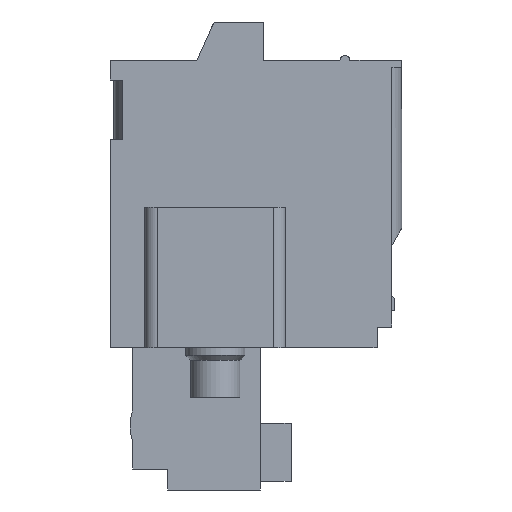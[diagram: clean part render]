
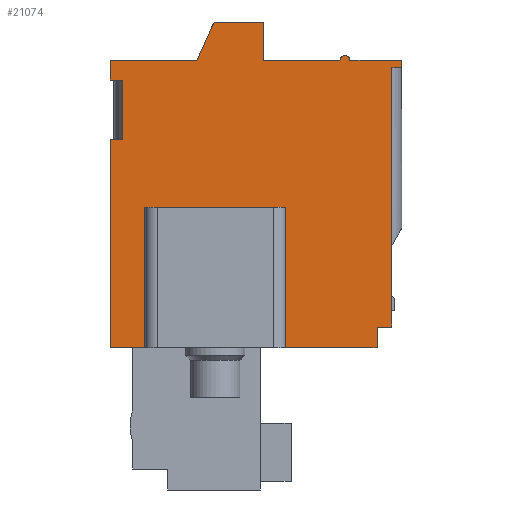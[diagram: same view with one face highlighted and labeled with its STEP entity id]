
A CAD part, left-side view. The second image highlights one B-rep face of the part: STEP entity #21074.
In plain terms, the highlighted planar face has unit normal (-1, 0, 0).
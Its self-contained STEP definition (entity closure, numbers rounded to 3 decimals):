
#312=LINE('',#29251,#3139);
#316=LINE('',#29263,#3143);
#328=LINE('',#29299,#3155);
#703=LINE('',#30109,#3530);
#737=LINE('',#30177,#3564);
#807=LINE('',#30325,#3634);
#824=LINE('',#30377,#3651);
#1213=LINE('',#31175,#4040);
#1225=LINE('',#31192,#4052);
#1228=LINE('',#31198,#4055);
#1230=LINE('',#31201,#4057);
#1231=LINE('',#31203,#4058);
#1233=LINE('',#31208,#4060);
#1237=LINE('',#31231,#4064);
#1240=LINE('',#31236,#4067);
#1241=LINE('',#31238,#4068);
#1243=LINE('',#31242,#4070);
#1244=LINE('',#31244,#4071);
#1270=LINE('',#31312,#4097);
#1271=LINE('',#31314,#4098);
#1272=LINE('',#31315,#4099);
#3139=VECTOR('',#23692,1000.);
#3143=VECTOR('',#23700,1000.);
#3155=VECTOR('',#23726,1000.);
#3530=VECTOR('',#24183,1000.);
#3564=VECTOR('',#24219,1000.);
#3634=VECTOR('',#24303,1000.);
#3651=VECTOR('',#24342,1000.);
#4040=VECTOR('',#25013,1000.);
#4052=VECTOR('',#25027,1000.);
#4055=VECTOR('',#25032,1000.);
#4057=VECTOR('',#25036,1000.);
#4058=VECTOR('',#25039,1000.);
#4060=VECTOR('',#25045,1000.);
#4064=VECTOR('',#25083,1000.);
#4067=VECTOR('',#25088,1000.);
#4068=VECTOR('',#25091,1000.);
#4070=VECTOR('',#25095,1000.);
#4071=VECTOR('',#25098,1000.);
#4097=VECTOR('',#25142,1000.);
#4098=VECTOR('',#25145,1000.);
#4099=VECTOR('',#25146,1000.);
#7401=ORIENTED_EDGE('',*,*,#13227,.F.);
#7402=ORIENTED_EDGE('',*,*,#12188,.F.);
#7403=ORIENTED_EDGE('',*,*,#13228,.T.);
#7404=ORIENTED_EDGE('',*,*,#12165,.T.);
#7405=ORIENTED_EDGE('',*,*,#13188,.T.);
#7406=ORIENTED_EDGE('',*,*,#13189,.T.);
#7407=ORIENTED_EDGE('',*,*,#12620,.T.);
#7408=ORIENTED_EDGE('',*,*,#13191,.T.);
#7409=ORIENTED_EDGE('',*,*,#13192,.T.);
#7410=ORIENTED_EDGE('',*,*,#13226,.T.);
#7411=ORIENTED_EDGE('',*,*,#13142,.T.);
#7412=ORIENTED_EDGE('',*,*,#13145,.T.);
#7413=ORIENTED_EDGE('',*,*,#13157,.T.);
#7414=ORIENTED_EDGE('',*,*,#13160,.T.);
#7415=ORIENTED_EDGE('',*,*,#13162,.T.);
#7416=ORIENTED_EDGE('',*,*,#12720,.T.);
#7417=ORIENTED_EDGE('',*,*,#13163,.T.);
#7418=ORIENTED_EDGE('',*,*,#13166,.T.);
#7419=ORIENTED_EDGE('',*,*,#12694,.T.);
#7420=ORIENTED_EDGE('',*,*,#13185,.T.);
#7421=ORIENTED_EDGE('',*,*,#12586,.T.);
#7422=ORIENTED_EDGE('',*,*,#12171,.T.);
#12165=EDGE_CURVE('',#15265,#15264,#312,.T.);
#12171=EDGE_CURVE('',#15271,#15270,#316,.T.);
#12188=EDGE_CURVE('',#15287,#15288,#328,.T.);
#12586=EDGE_CURVE('',#15682,#15271,#703,.T.);
#12620=EDGE_CURVE('',#15715,#15716,#737,.T.);
#12694=EDGE_CURVE('',#15786,#15785,#807,.T.);
#12720=EDGE_CURVE('',#15810,#15811,#824,.T.);
#13142=EDGE_CURVE('',#16076,#16077,#17387,.T.);
#13145=EDGE_CURVE('',#16077,#16078,#1213,.T.);
#13157=EDGE_CURVE('',#16078,#16081,#1225,.T.);
#13160=EDGE_CURVE('',#16081,#16083,#1228,.T.);
#13162=EDGE_CURVE('',#16083,#15810,#1230,.T.);
#13163=EDGE_CURVE('',#15811,#16084,#1231,.T.);
#13166=EDGE_CURVE('',#16084,#15786,#1233,.T.);
#13185=EDGE_CURVE('',#15785,#15682,#1237,.T.);
#13188=EDGE_CURVE('',#15264,#16087,#1240,.T.);
#13189=EDGE_CURVE('',#16087,#15715,#1241,.T.);
#13191=EDGE_CURVE('',#15716,#16088,#1243,.T.);
#13192=EDGE_CURVE('',#16088,#16089,#1244,.T.);
#13226=EDGE_CURVE('',#16089,#16076,#1270,.T.);
#13227=EDGE_CURVE('',#15288,#15270,#1271,.T.);
#13228=EDGE_CURVE('',#15287,#15265,#1272,.T.);
#15264=VERTEX_POINT('',#29250);
#15265=VERTEX_POINT('',#29252);
#15270=VERTEX_POINT('',#29262);
#15271=VERTEX_POINT('',#29264);
#15287=VERTEX_POINT('',#29298);
#15288=VERTEX_POINT('',#29300);
#15682=VERTEX_POINT('',#30110);
#15715=VERTEX_POINT('',#30178);
#15716=VERTEX_POINT('',#30179);
#15785=VERTEX_POINT('',#30324);
#15786=VERTEX_POINT('',#30326);
#15810=VERTEX_POINT('',#30378);
#15811=VERTEX_POINT('',#30379);
#16076=VERTEX_POINT('',#31170);
#16077=VERTEX_POINT('',#31171);
#16078=VERTEX_POINT('',#31176);
#16081=VERTEX_POINT('',#31191);
#16083=VERTEX_POINT('',#31197);
#16084=VERTEX_POINT('',#31204);
#16087=VERTEX_POINT('',#31235);
#16088=VERTEX_POINT('',#31241);
#16089=VERTEX_POINT('',#31245);
#17387=CIRCLE('',#22530,0.2);
#17756=EDGE_LOOP('',(#7401,#7402,#7403,#7404,#7405,#7406,#7407,#7408,#7409,
#7410,#7411,#7412,#7413,#7414,#7415,#7416,#7417,#7418,#7419,#7420,#7421,
#7422));
#18969=FACE_BOUND('',#17756,.T.);
#20111=PLANE('',#22568);
#21074=ADVANCED_FACE('',(#18969),#20111,.T.);
#22530=AXIS2_PLACEMENT_3D('',#31169,#25007,#25008);
#22568=AXIS2_PLACEMENT_3D('',#31313,#25143,#25144);
#23692=DIRECTION('',(0.,-1.,0.));
#23700=DIRECTION('',(0.,-1.,0.));
#23726=DIRECTION('',(0.,1.,0.));
#24183=DIRECTION('',(0.,0.,-1.));
#24219=DIRECTION('',(0.,0.,1.));
#24303=DIRECTION('',(0.,0.,-1.));
#24342=DIRECTION('',(0.,1.,0.));
#25007=DIRECTION('',(-1.,0.,0.));
#25008=DIRECTION('',(0.,-1.,0.));
#25013=DIRECTION('',(0.,1.,0.));
#25027=DIRECTION('',(0.,0.,1.));
#25032=DIRECTION('',(0.,1.,0.));
#25036=DIRECTION('',(0.,0.412,-0.911));
#25039=DIRECTION('',(0.,0.,-1.));
#25045=DIRECTION('',(0.,-1.,0.));
#25083=DIRECTION('',(0.,1.,0.));
#25088=DIRECTION('',(0.,0.,1.));
#25091=DIRECTION('',(0.,-1.,0.));
#25095=DIRECTION('',(0.,-1.,0.));
#25098=DIRECTION('',(0.,0.,1.));
#25142=DIRECTION('',(0.,1.,0.));
#25143=DIRECTION('',(-1.,0.,0.));
#25144=DIRECTION('',(0.,0.,1.));
#25145=DIRECTION('',(0.,0.,-1.));
#25146=DIRECTION('',(0.,0.,-1.));
#29250=CARTESIAN_POINT('',(-10.3,-5.4,-6.1));
#29251=CARTESIAN_POINT('',(-10.3,5.4,-6.1));
#29252=CARTESIAN_POINT('',(-10.3,-1.7,-6.1));
#29262=CARTESIAN_POINT('',(-10.3,4.,-6.1));
#29263=CARTESIAN_POINT('',(-10.3,5.4,-6.1));
#29264=CARTESIAN_POINT('',(-10.3,5.4,-6.1));
#29298=CARTESIAN_POINT('',(-10.3,-1.7,-0.4));
#29299=CARTESIAN_POINT('',(-10.3,-1.7,-0.4));
#29300=CARTESIAN_POINT('',(-10.3,4.,-0.4));
#30109=CARTESIAN_POINT('',(-10.3,5.4,2.35));
#30110=CARTESIAN_POINT('',(-10.3,5.4,2.35));
#30177=CARTESIAN_POINT('',(-10.3,-6.,-5.25));
#30178=CARTESIAN_POINT('',(-10.3,-6.,-5.25));
#30179=CARTESIAN_POINT('',(-10.3,-6.,5.25));
#30324=CARTESIAN_POINT('',(-10.3,4.9,2.35));
#30325=CARTESIAN_POINT('',(-10.3,4.9,4.75));
#30326=CARTESIAN_POINT('',(-10.3,4.9,4.75));
#30377=CARTESIAN_POINT('',(-10.3,1.9,5.55));
#30378=CARTESIAN_POINT('',(-10.3,1.9,5.55));
#30379=CARTESIAN_POINT('',(-10.3,5.4,5.55));
#31169=CARTESIAN_POINT('',(-10.3,-4.1,5.55));
#31170=CARTESIAN_POINT('',(-10.3,-4.3,5.55));
#31171=CARTESIAN_POINT('',(-10.3,-3.9,5.55));
#31175=CARTESIAN_POINT('',(-10.3,-3.9,5.55));
#31176=CARTESIAN_POINT('',(-10.3,-0.8,5.55));
#31191=CARTESIAN_POINT('',(-10.3,-0.8,7.1));
#31192=CARTESIAN_POINT('',(-10.3,-0.8,5.55));
#31197=CARTESIAN_POINT('',(-10.3,1.2,7.1));
#31198=CARTESIAN_POINT('',(-10.3,-0.8,7.1));
#31201=CARTESIAN_POINT('',(-10.3,1.2,7.1));
#31203=CARTESIAN_POINT('',(-10.3,5.4,5.55));
#31204=CARTESIAN_POINT('',(-10.3,5.4,4.75));
#31208=CARTESIAN_POINT('',(-10.3,5.4,4.75));
#31231=CARTESIAN_POINT('',(-10.3,4.9,2.35));
#31235=CARTESIAN_POINT('',(-10.3,-5.4,-5.25));
#31236=CARTESIAN_POINT('',(-10.3,-5.4,-6.1));
#31238=CARTESIAN_POINT('',(-10.3,-5.4,-5.25));
#31241=CARTESIAN_POINT('',(-10.3,-6.4,5.25));
#31242=CARTESIAN_POINT('',(-10.3,-6.,5.25));
#31244=CARTESIAN_POINT('',(-10.3,-6.4,5.25));
#31245=CARTESIAN_POINT('',(-10.3,-6.4,5.55));
#31312=CARTESIAN_POINT('',(-10.3,-6.4,5.55));
#31313=CARTESIAN_POINT('',(-10.3,-4.1,5.55));
#31314=CARTESIAN_POINT('',(-10.3,4.,-0.4));
#31315=CARTESIAN_POINT('',(-10.3,-1.7,-0.4));
